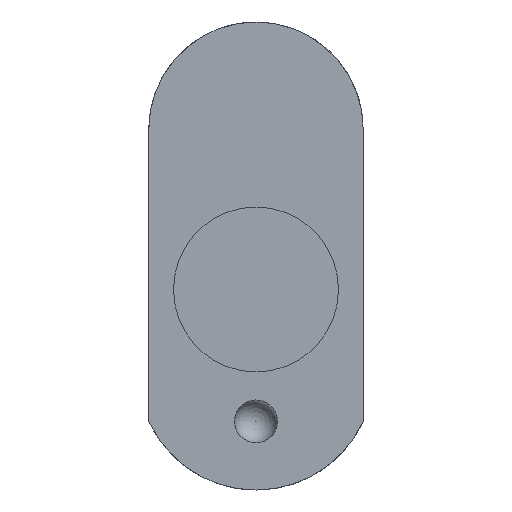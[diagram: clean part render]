
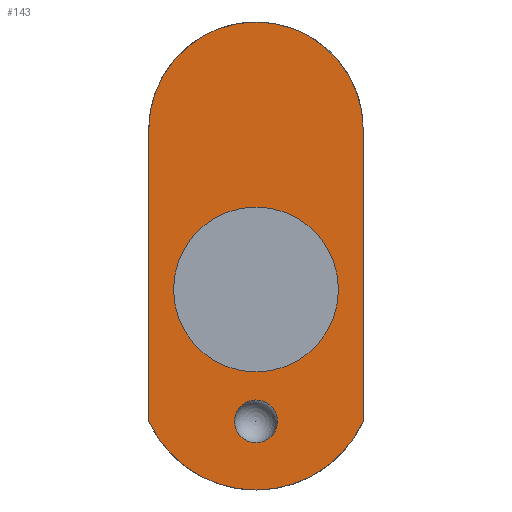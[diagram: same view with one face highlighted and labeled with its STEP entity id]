
A CAD part, top view. The second image highlights one B-rep face of the part: STEP entity #143.
In plain terms, the highlighted planar face has unit normal (0, 0, 1).
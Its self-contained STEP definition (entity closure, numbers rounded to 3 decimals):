
#15=FACE_BOUND('',#43,.T.);
#16=FACE_BOUND('',#44,.T.);
#24=PLANE('',#174);
#33=FACE_OUTER_BOUND('',#42,.T.);
#42=EDGE_LOOP('',(#126,#127,#128,#129));
#43=EDGE_LOOP('',(#130));
#44=EDGE_LOOP('',(#131));
#49=LINE('',#246,#58);
#53=LINE('',#255,#62);
#58=VECTOR('',#203,10.);
#62=VECTOR('',#213,10.);
#63=CIRCLE('',#159,10.);
#65=CIRCLE('',#163,2.6);
#67=CIRCLE('',#170,14.318);
#68=CIRCLE('',#173,13.);
#69=VERTEX_POINT('',#222);
#71=VERTEX_POINT('',#229);
#77=VERTEX_POINT('',#243);
#78=VERTEX_POINT('',#245);
#79=VERTEX_POINT('',#249);
#80=VERTEX_POINT('',#253);
#81=EDGE_CURVE('',#69,#69,#63,.T.);
#84=EDGE_CURVE('',#71,#71,#65,.T.);
#91=EDGE_CURVE('',#78,#77,#49,.T.);
#94=EDGE_CURVE('',#79,#77,#67,.T.);
#96=EDGE_CURVE('',#79,#80,#53,.T.);
#97=EDGE_CURVE('',#78,#80,#68,.T.);
#126=ORIENTED_EDGE('',*,*,#94,.F.);
#127=ORIENTED_EDGE('',*,*,#96,.T.);
#128=ORIENTED_EDGE('',*,*,#97,.F.);
#129=ORIENTED_EDGE('',*,*,#91,.T.);
#130=ORIENTED_EDGE('',*,*,#81,.T.);
#131=ORIENTED_EDGE('',*,*,#84,.T.);
#143=ADVANCED_FACE('',(#33,#15,#16),#24,.F.);
#159=AXIS2_PLACEMENT_3D('',#223,#179,#180);
#163=AXIS2_PLACEMENT_3D('',#230,#188,#189);
#170=AXIS2_PLACEMENT_3D('',#251,#208,#209);
#173=AXIS2_PLACEMENT_3D('',#257,#216,#217);
#174=AXIS2_PLACEMENT_3D('',#258,#218,#219);
#179=DIRECTION('center_axis',(0.,0.,-1.));
#180=DIRECTION('ref_axis',(-1.,0.,0.));
#188=DIRECTION('center_axis',(0.,0.,-1.));
#189=DIRECTION('ref_axis',(0.,1.,0.));
#203=DIRECTION('',(0.,-1.,0.));
#208=DIRECTION('center_axis',(0.,0.,-1.));
#209=DIRECTION('ref_axis',(0.908,-0.419,0.));
#213=DIRECTION('',(0.,1.,0.));
#216=DIRECTION('center_axis',(0.,0.,-1.));
#217=DIRECTION('ref_axis',(1.,0.,0.));
#218=DIRECTION('center_axis',(0.,0.,-1.));
#219=DIRECTION('ref_axis',(1.,0.,0.));
#222=CARTESIAN_POINT('',(10.,34.,135.));
#223=CARTESIAN_POINT('Origin',(0.,34.,135.));
#229=CARTESIAN_POINT('',(-2.6,18.,135.));
#230=CARTESIAN_POINT('Origin',(0.,18.,135.));
#243=CARTESIAN_POINT('',(-13.,18.,135.));
#245=CARTESIAN_POINT('',(-13.,53.442,135.));
#246=CARTESIAN_POINT('',(-13.,53.442,135.));
#249=CARTESIAN_POINT('',(13.,18.,135.));
#251=CARTESIAN_POINT('Origin',(0.,24.,135.));
#253=CARTESIAN_POINT('',(13.,53.442,135.));
#255=CARTESIAN_POINT('',(13.,18.,135.));
#257=CARTESIAN_POINT('Origin',(0.,53.442,135.));
#258=CARTESIAN_POINT('Origin',(0.,38.062,135.));
